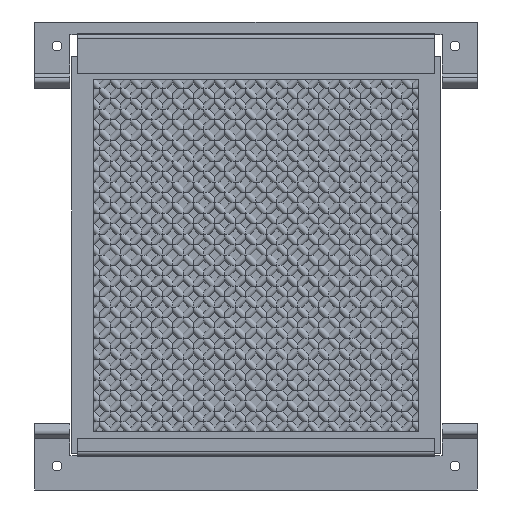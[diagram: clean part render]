
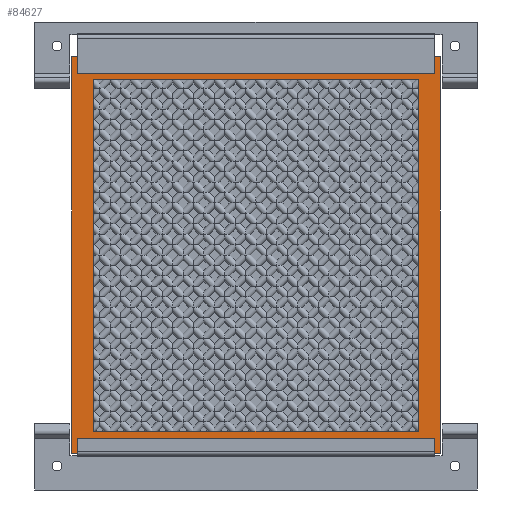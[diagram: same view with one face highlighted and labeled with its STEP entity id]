
A CAD part, front view. The second image highlights one B-rep face of the part: STEP entity #84627.
In plain terms, the highlighted planar face has unit normal (0, -1, 0).
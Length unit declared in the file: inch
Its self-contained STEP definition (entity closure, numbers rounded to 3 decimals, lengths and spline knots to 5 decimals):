
#2085 = LINE ( 'NONE', #85730, #73512 ) ;
#3220 = CARTESIAN_POINT ( 'NONE',  ( 6.5, -0.26, -0.967 ) ) ;
#3514 = VECTOR ( 'NONE', #104507, 39.37008 ) ;
#6016 = ORIENTED_EDGE ( 'NONE', *, *, #45553, .F. ) ;
#6531 = DIRECTION ( 'NONE',  ( 1., 0., 0. ) ) ;
#7485 = DIRECTION ( 'NONE',  ( 0., 0., 1. ) ) ;
#7579 = DIRECTION ( 'NONE',  ( 0., -1., 0. ) ) ;
#8470 = EDGE_CURVE ( 'NONE', #31353, #22745, #55701, .T. ) ;
#9083 = CARTESIAN_POINT ( 'NONE',  ( 0.625, -0.26, -7.312 ) ) ;
#11746 = VECTOR ( 'NONE', #34687, 39.37008 ) ;
#11841 = EDGE_LOOP ( 'NONE', ( #106521, #87801, #71952, #6016 ) ) ;
#14717 = DIRECTION ( 'NONE',  ( 0., 0., 1. ) ) ;
#15713 = CARTESIAN_POINT ( 'NONE',  ( 1., -0.26, -3.952 ) ) ;
#19913 = CARTESIAN_POINT ( 'NONE',  ( 0.625, -0.26, -0.592 ) ) ;
#19938 = VERTEX_POINT ( 'NONE', #57412 ) ;
#22354 = CARTESIAN_POINT ( 'NONE',  ( 0.625, -0.26, -0.592 ) ) ;
#22745 = VERTEX_POINT ( 'NONE', #3220 ) ;
#26153 = EDGE_LOOP ( 'NONE', ( #69648, #58650, #27806, #67507 ) ) ;
#27806 = ORIENTED_EDGE ( 'NONE', *, *, #8470, .T. ) ;
#28650 = EDGE_CURVE ( 'NONE', #95173, #19938, #101443, .T. ) ;
#30450 = EDGE_CURVE ( 'NONE', #44997, #31353, #71494, .T. ) ;
#30604 = EDGE_CURVE ( 'NONE', #100136, #44997, #53871, .T. ) ;
#31353 = VERTEX_POINT ( 'NONE', #42891 ) ;
#32157 = CARTESIAN_POINT ( 'NONE',  ( 3.75, -0.26, -3.952 ) ) ;
#32444 = CARTESIAN_POINT ( 'NONE',  ( 6.5, -0.26, -6.937 ) ) ;
#32847 = VECTOR ( 'NONE', #87277, 39.37008 ) ;
#34299 = DIRECTION ( 'NONE',  ( -1., 0., 0. ) ) ;
#34687 = DIRECTION ( 'NONE',  ( 0., 0., -1. ) ) ;
#37034 = EDGE_CURVE ( 'NONE', #19938, #85191, #2085, .T. ) ;
#40355 = DIRECTION ( 'NONE',  ( 1., 0., 0. ) ) ;
#42891 = CARTESIAN_POINT ( 'NONE',  ( 1., -0.26, -0.967 ) ) ;
#44997 = VERTEX_POINT ( 'NONE', #88728 ) ;
#45553 = EDGE_CURVE ( 'NONE', #91912, #95173, #64496, .T. ) ;
#46957 = CARTESIAN_POINT ( 'NONE',  ( 6.875, -0.26, -0.592 ) ) ;
#48002 = FACE_OUTER_BOUND ( 'NONE', #11841, .T. ) ;
#53871 = LINE ( 'NONE', #77431, #32847 ) ;
#54153 = LINE ( 'NONE', #96832, #3514 ) ;
#55567 = VECTOR ( 'NONE', #7485, 39.37008 ) ;
#55701 = LINE ( 'NONE', #72640, #69595 ) ;
#57412 = CARTESIAN_POINT ( 'NONE',  ( 6.875, -0.26, -7.312 ) ) ;
#58650 = ORIENTED_EDGE ( 'NONE', *, *, #30450, .T. ) ;
#59243 = EDGE_CURVE ( 'NONE', #85191, #91912, #62859, .T. ) ;
#62859 = LINE ( 'NONE', #22354, #63042 ) ;
#63042 = VECTOR ( 'NONE', #14717, 39.37008 ) ;
#64496 = LINE ( 'NONE', #46957, #86269 ) ;
#67507 = ORIENTED_EDGE ( 'NONE', *, *, #106676, .T. ) ;
#69595 = VECTOR ( 'NONE', #90157, 39.37008 ) ;
#69648 = ORIENTED_EDGE ( 'NONE', *, *, #30604, .T. ) ;
#71494 = LINE ( 'NONE', #15713, #55567 ) ;
#71952 = ORIENTED_EDGE ( 'NONE', *, *, #28650, .F. ) ;
#72640 = CARTESIAN_POINT ( 'NONE',  ( 3.75, -0.26, -0.967 ) ) ;
#73512 = VECTOR ( 'NONE', #34299, 39.37008 ) ;
#77431 = CARTESIAN_POINT ( 'NONE',  ( 3.75, -0.26, -6.937 ) ) ;
#82492 = PLANE ( 'NONE',  #100955 ) ;
#84627 = ADVANCED_FACE ( 'NONE', ( #100520, #48002 ), #82492, .T. ) ;
#85191 = VERTEX_POINT ( 'NONE', #9083 ) ;
#85730 = CARTESIAN_POINT ( 'NONE',  ( 0.625, -0.26, -7.312 ) ) ;
#86269 = VECTOR ( 'NONE', #6531, 39.37008 ) ;
#87277 = DIRECTION ( 'NONE',  ( -1., 0., 0. ) ) ;
#87801 = ORIENTED_EDGE ( 'NONE', *, *, #37034, .F. ) ;
#88728 = CARTESIAN_POINT ( 'NONE',  ( 1., -0.26, -6.937 ) ) ;
#90157 = DIRECTION ( 'NONE',  ( 1., 0., 0. ) ) ;
#91912 = VERTEX_POINT ( 'NONE', #19913 ) ;
#95173 = VERTEX_POINT ( 'NONE', #100125 ) ;
#96832 = CARTESIAN_POINT ( 'NONE',  ( 6.5, -0.26, -3.952 ) ) ;
#100125 = CARTESIAN_POINT ( 'NONE',  ( 6.875, -0.26, -0.592 ) ) ;
#100136 = VERTEX_POINT ( 'NONE', #32444 ) ;
#100350 = CARTESIAN_POINT ( 'NONE',  ( 6.875, -0.26, -7.312 ) ) ;
#100520 = FACE_BOUND ( 'NONE', #26153, .T. ) ;
#100955 = AXIS2_PLACEMENT_3D ( 'NONE', #32157, #7579, #40355 ) ;
#101443 = LINE ( 'NONE', #100350, #11746 ) ;
#104507 = DIRECTION ( 'NONE',  ( 0., 0., -1. ) ) ;
#106521 = ORIENTED_EDGE ( 'NONE', *, *, #59243, .F. ) ;
#106676 = EDGE_CURVE ( 'NONE', #22745, #100136, #54153, .T. ) ;
